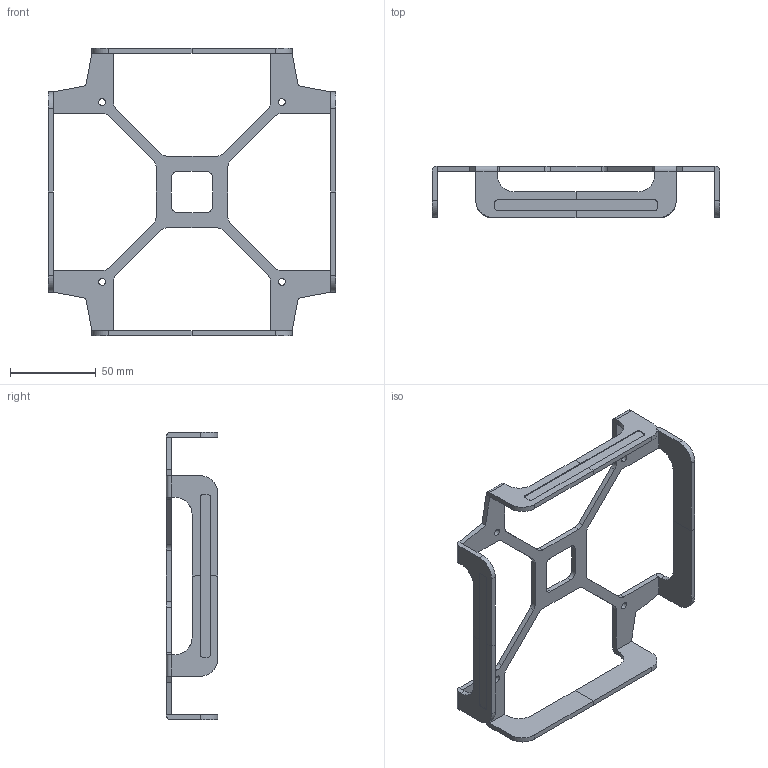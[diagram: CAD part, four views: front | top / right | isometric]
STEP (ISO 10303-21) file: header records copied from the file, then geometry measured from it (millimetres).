
FILE_DESCRIPTION(/* description */ (''),/* implementation_level */ '2;1');
FILE_NAME(/* name */ '盖板A 0605',/* time_stamp */ '2014-06-06T14:29:38+08:00',/* author */ (''),/* organization */ (''),/* preprocessor_version */ 'ST-DEVELOPER v15',/* originating_system */ '',/* authorisation */ '');
FILE_SCHEMA (('AUTOMOTIVE_DESIGN'));
Length unit declared in the file: millimetre
Products named in the file (1): Document
Bounding box: 168 x 30 x 168 mm (x, y, z)
Volume: 15811.7 mm3; surface area: 34835 mm2
Topology: 1 solids, 5 shells, 186 faces, 512 edges, 336 vertices
Faces by surface type: bspline 156, plane 30
Entity records: 5563 total; most frequent: CARTESIAN_POINT 2797, ORIENTED_EDGE 1040, EDGE_CURVE 528, VERTEX_POINT 336, EDGE_LOOP 196, ADVANCED_FACE 186, FACE_OUTER_BOUND 186, B_SPLINE_CURVE_WITH_KNOTS 140
